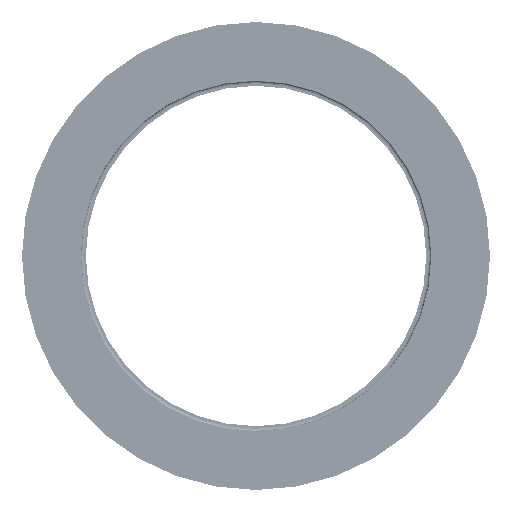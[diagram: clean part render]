
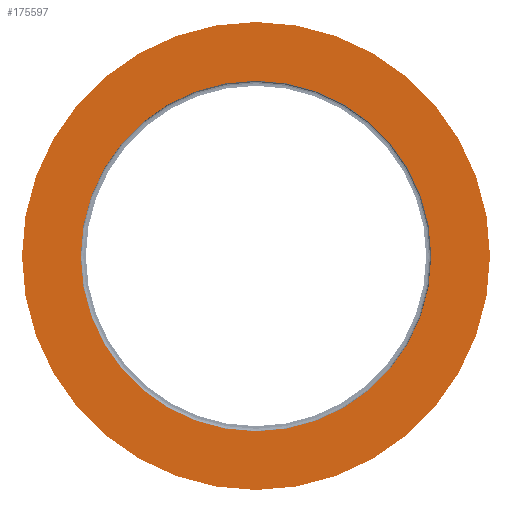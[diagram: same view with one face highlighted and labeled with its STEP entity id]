
A CAD part, left-side view. The second image highlights one B-rep face of the part: STEP entity #175597.
In plain terms, the highlighted planar face has unit normal (-1, 0, 0).
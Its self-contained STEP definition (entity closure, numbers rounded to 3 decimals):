
#2226 = CARTESIAN_POINT ( 'NONE',  ( 0., 0., 20.6 ) ) ;
#3003 = AXIS2_PLACEMENT_3D ( 'NONE', #158405, #53952, #175755 ) ;
#4801 = DIRECTION ( 'NONE',  ( 0., 0., 1. ) ) ;
#14744 = DIRECTION ( 'NONE',  ( -1., 0., 0. ) ) ;
#16166 = EDGE_LOOP ( 'NONE', ( #161859, #162714 ) ) ;
#29030 = EDGE_LOOP ( 'NONE', ( #127919, #145485 ) ) ;
#48401 = EDGE_CURVE ( 'NONE', #48889, #116968, #175903, .T. ) ;
#48889 = VERTEX_POINT ( 'NONE', #2226 ) ;
#53952 = DIRECTION ( 'NONE',  ( -1., 0., 0. ) ) ;
#55599 = CARTESIAN_POINT ( 'NONE',  ( 0., 0., 0. ) ) ;
#56056 = AXIS2_PLACEMENT_3D ( 'NONE', #57191, #14744, #56729 ) ;
#56729 = DIRECTION ( 'NONE',  ( 0., 0., 1. ) ) ;
#57191 = CARTESIAN_POINT ( 'NONE',  ( 0., 0., 0. ) ) ;
#62990 = CARTESIAN_POINT ( 'NONE',  ( 0., 0., 27.5 ) ) ;
#73223 = DIRECTION ( 'NONE',  ( 0., 0., 1. ) ) ;
#90159 = CARTESIAN_POINT ( 'NONE',  ( 0., 20.6, 0. ) ) ;
#95495 = CIRCLE ( 'NONE', #3003, 27.5 ) ;
#99536 = VERTEX_POINT ( 'NONE', #179740 ) ;
#107133 = PLANE ( 'NONE',  #222115 ) ;
#107839 = DIRECTION ( 'NONE',  ( 0., 0., -1. ) ) ;
#109836 = DIRECTION ( 'NONE',  ( -1., 0., 0. ) ) ;
#116968 = VERTEX_POINT ( 'NONE', #221391 ) ;
#121490 = CIRCLE ( 'NONE', #137529, 20.6 ) ;
#121870 = FACE_BOUND ( 'NONE', #29030, .T. ) ;
#127919 = ORIENTED_EDGE ( 'NONE', *, *, #48401, .F. ) ;
#137529 = AXIS2_PLACEMENT_3D ( 'NONE', #213537, #109836, #4801 ) ;
#138991 = VERTEX_POINT ( 'NONE', #62990 ) ;
#144407 = CIRCLE ( 'NONE', #212252, 27.5 ) ;
#145485 = ORIENTED_EDGE ( 'NONE', *, *, #210982, .F. ) ;
#158405 = CARTESIAN_POINT ( 'NONE',  ( 0., 0., 0. ) ) ;
#161859 = ORIENTED_EDGE ( 'NONE', *, *, #225863, .T. ) ;
#162714 = ORIENTED_EDGE ( 'NONE', *, *, #212408, .T. ) ;
#175597 = ADVANCED_FACE ( 'NONE', ( #121870, #213954 ), #107133, .F. ) ;
#175755 = DIRECTION ( 'NONE',  ( 0., 0., 1. ) ) ;
#175903 = CIRCLE ( 'NONE', #56056, 20.6 ) ;
#177364 = DIRECTION ( 'NONE',  ( -1., 0., 0. ) ) ;
#179740 = CARTESIAN_POINT ( 'NONE',  ( 0., 0., -27.5 ) ) ;
#210982 = EDGE_CURVE ( 'NONE', #116968, #48889, #121490, .T. ) ;
#211597 = DIRECTION ( 'NONE',  ( 1., 0., 0. ) ) ;
#212252 = AXIS2_PLACEMENT_3D ( 'NONE', #55599, #177364, #73223 ) ;
#212408 = EDGE_CURVE ( 'NONE', #99536, #138991, #144407, .T. ) ;
#213537 = CARTESIAN_POINT ( 'NONE',  ( 0., 0., 0. ) ) ;
#213954 = FACE_OUTER_BOUND ( 'NONE', #16166, .T. ) ;
#221391 = CARTESIAN_POINT ( 'NONE',  ( 0., 0., -20.6 ) ) ;
#222115 = AXIS2_PLACEMENT_3D ( 'NONE', #90159, #211597, #107839 ) ;
#225863 = EDGE_CURVE ( 'NONE', #138991, #99536, #95495, .T. ) ;
